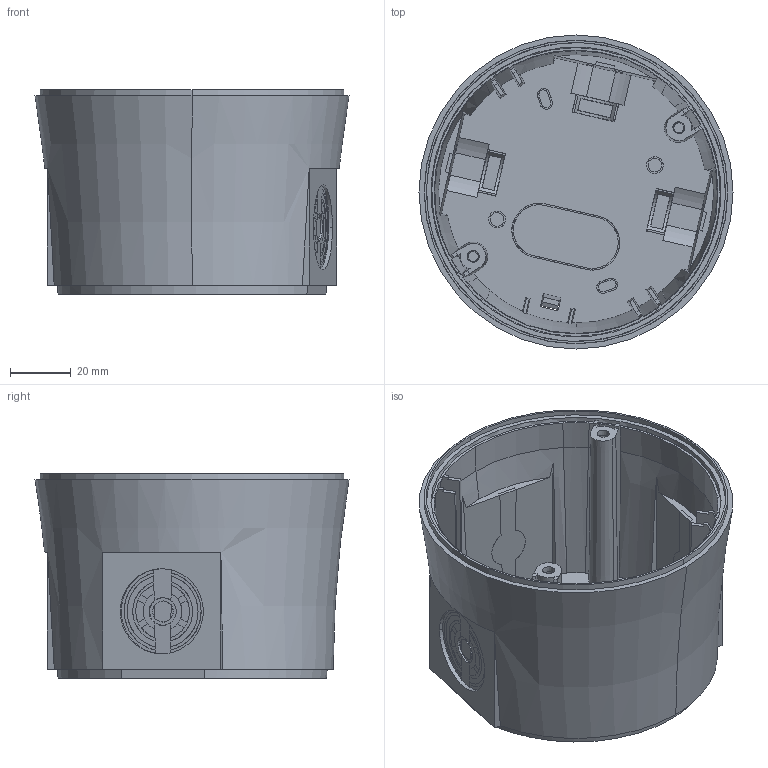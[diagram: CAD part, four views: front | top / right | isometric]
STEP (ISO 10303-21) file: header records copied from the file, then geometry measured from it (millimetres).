
FILE_DESCRIPTION(('CATIA V5 STEP'),'2;1');
FILE_NAME('YM02313702_ASSY_COMP_SM_IP54-BOX_2K.stp','2025-06-23T14:54:15+00:00',('none'),('none'),'CATIA Version 5 Release 19 SP 3 (IN-10)','CATIA V5 STEP AP214','none');
FILE_SCHEMA(('AUTOMOTIVE_DESIGN { 1 0 10303 214 1 1 1 1 }'));
Length unit declared in the file: millimetre
Products named in the file (3): YM02313702_ASSY_COMP_SM_IP54-BOX_2K; AS02312801_COMP_SM_IP54-BOX_HOUSING; AS02312902_COMP_SM_IP54-BOX_HOUSING-GASKET
Assembly tree (2 placements, depth 2):
  YM02313702_ASSY_COMP_SM_IP54-BOX_2K
    AS02312801_COMP_SM_IP54-BOX_HOUSING
    AS02312902_COMP_SM_IP54-BOX_HOUSING-GASKET
Bounding box: 103.55 x 103.55 x 67.5 mm (x, y, z)
Volume: 91815.5 mm3; surface area: 85889.4 mm2
Topology: 2 solids, 2 shells, 1434 faces, 4302 edges, 2852 vertices
Faces by surface type: plane 1026, cone 261, bspline 110, torus 28, cylinder 9
Entity records: 58388 total; most frequent: CARTESIAN_POINT 18071, ORIENTED_EDGE 8604, DIRECTION 4990, EDGE_CURVE 4302, VERTEX_POINT 2852, VECTOR 2377, LINE 2377, AXIS2_PLACEMENT_3D 1565
